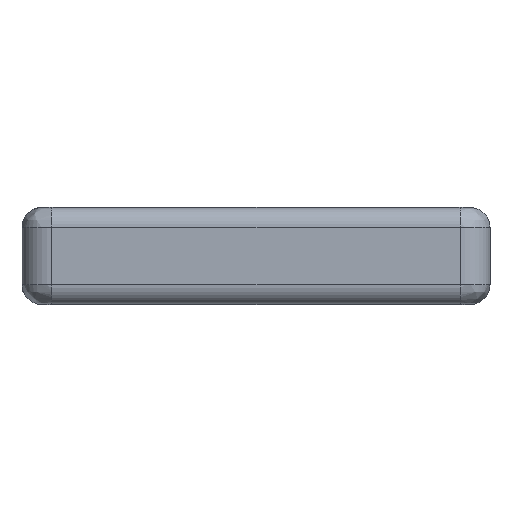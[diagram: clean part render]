
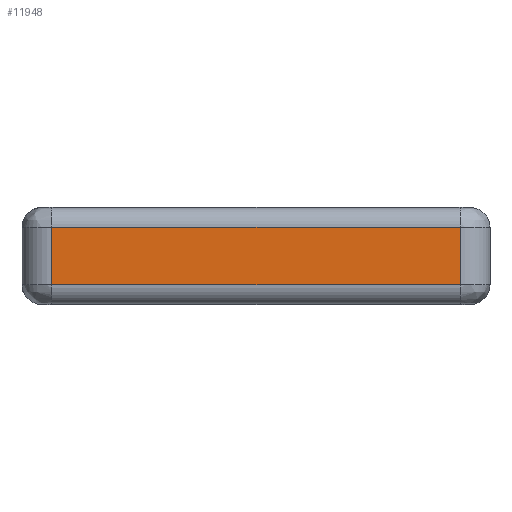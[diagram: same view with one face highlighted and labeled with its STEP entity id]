
A CAD part, left-side view. The second image highlights one B-rep face of the part: STEP entity #11948.
In plain terms, the highlighted planar face has unit normal (-1, 0, 0).
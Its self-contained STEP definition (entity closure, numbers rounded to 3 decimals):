
#498=PLANE('',#12987);
#759=LINE('',#17132,#1830);
#920=LINE('',#18250,#1991);
#1233=LINE('',#19235,#2304);
#1235=LINE('',#19238,#2306);
#1830=VECTOR('',#13524,10.);
#1991=VECTOR('',#14009,10.);
#2304=VECTOR('',#14970,10.);
#2306=VECTOR('',#14974,10.);
#3472=FACE_OUTER_BOUND('',#4197,.T.);
#4197=EDGE_LOOP('',(#10256,#10257,#10258,#10259));
#5082=VERTEX_POINT('',#17122);
#5084=VERTEX_POINT('',#17128);
#5402=VERTEX_POINT('',#18236);
#5406=VERTEX_POINT('',#18249);
#6305=EDGE_CURVE('',#5082,#5084,#759,.T.);
#6640=EDGE_CURVE('',#5402,#5406,#920,.T.);
#7113=EDGE_CURVE('',#5402,#5084,#1233,.T.);
#7115=EDGE_CURVE('',#5082,#5406,#1235,.T.);
#10256=ORIENTED_EDGE('',*,*,#6305,.F.);
#10257=ORIENTED_EDGE('',*,*,#7115,.T.);
#10258=ORIENTED_EDGE('',*,*,#6640,.F.);
#10259=ORIENTED_EDGE('',*,*,#7113,.T.);
#11948=ADVANCED_FACE('',(#3472),#498,.F.);
#12987=AXIS2_PLACEMENT_3D('',#20265,#15669,#15670);
#13524=DIRECTION('',(0.,1.,0.));
#14009=DIRECTION('',(0.,-1.,0.));
#14970=DIRECTION('',(0.,0.,-1.));
#14974=DIRECTION('',(0.,0.,1.));
#15669=DIRECTION('center_axis',(1.,0.,0.));
#15670=DIRECTION('ref_axis',(0.,0.,-1.));
#17122=CARTESIAN_POINT('',(-63.6,-20.6,2.));
#17128=CARTESIAN_POINT('',(-63.6,20.6,2.));
#17132=CARTESIAN_POINT('',(-63.6,0.,2.));
#18236=CARTESIAN_POINT('',(-63.6,20.6,7.8));
#18249=CARTESIAN_POINT('',(-63.6,-20.6,7.8));
#18250=CARTESIAN_POINT('',(-63.6,0.035,7.8));
#19235=CARTESIAN_POINT('',(-63.6,20.6,0.));
#19238=CARTESIAN_POINT('',(-63.6,-20.6,0.));
#20265=CARTESIAN_POINT('Origin',(-63.6,0.,4.9));
